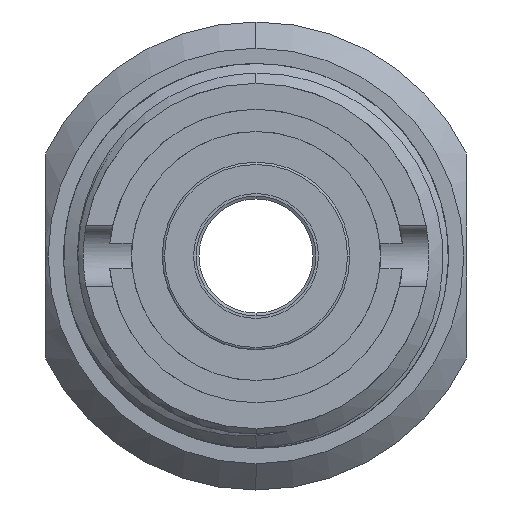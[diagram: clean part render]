
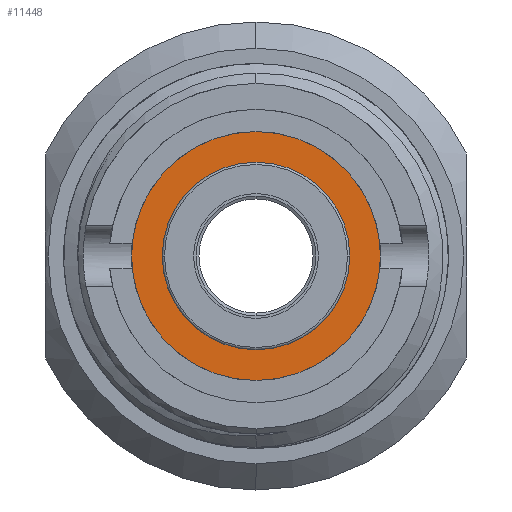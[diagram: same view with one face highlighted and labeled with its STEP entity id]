
A CAD part, front view. The second image highlights one B-rep face of the part: STEP entity #11448.
In plain terms, the highlighted planar face has unit normal (0, -1, 0).
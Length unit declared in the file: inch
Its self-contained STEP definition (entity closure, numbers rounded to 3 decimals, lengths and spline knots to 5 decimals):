
#63 = FACE_BOUND ( 'NONE', #3079, .T. ) ;
#88 = DIRECTION ( 'NONE',  ( 0., -1., 0. ) ) ;
#176 = CARTESIAN_POINT ( 'NONE',  ( -0.25046, 0.67, 0. ) ) ;
#334 = CARTESIAN_POINT ( 'NONE',  ( 0., 0.67, 0. ) ) ;
#973 = CARTESIAN_POINT ( 'NONE',  ( 0.28875, 0.67, 0. ) ) ;
#1186 = CARTESIAN_POINT ( 'NONE',  ( 0., 0.67, 0.3325 ) ) ;
#1315 = DIRECTION ( 'NONE',  ( 0., 1., 0. ) ) ;
#1701 = CIRCLE ( 'NONE', #1960, 0.25046 ) ;
#1902 = AXIS2_PLACEMENT_3D ( 'NONE', #6580, #1315, #5750 ) ;
#1939 = PLANE ( 'NONE',  #8747 ) ;
#1960 = AXIS2_PLACEMENT_3D ( 'NONE', #334, #3978, #6659 ) ;
#2649 = VERTEX_POINT ( 'NONE', #176 ) ;
#2658 = EDGE_LOOP ( 'NONE', ( #6749, #6913 ) ) ;
#2848 = ORIENTED_EDGE ( 'NONE', *, *, #4549, .F. ) ;
#2925 = EDGE_CURVE ( 'NONE', #3498, #11249, #3444, .T. ) ;
#3079 = EDGE_LOOP ( 'NONE', ( #2848, #5475 ) ) ;
#3230 = CIRCLE ( 'NONE', #5301, 0.25046 ) ;
#3444 = CIRCLE ( 'NONE', #1902, 0.3325 ) ;
#3498 = VERTEX_POINT ( 'NONE', #1186 ) ;
#3744 = CARTESIAN_POINT ( 'NONE',  ( 0., 0.67, 0. ) ) ;
#3978 = DIRECTION ( 'NONE',  ( 0., -1., 0. ) ) ;
#4549 = EDGE_CURVE ( 'NONE', #2649, #7072, #1701, .T. ) ;
#4575 = DIRECTION ( 'NONE',  ( 0., -1., 0. ) ) ;
#4712 = AXIS2_PLACEMENT_3D ( 'NONE', #3744, #7343, #8246 ) ;
#5301 = AXIS2_PLACEMENT_3D ( 'NONE', #6299, #4575, #9919 ) ;
#5475 = ORIENTED_EDGE ( 'NONE', *, *, #7557, .F. ) ;
#5750 = DIRECTION ( 'NONE',  ( 0., 0., -1. ) ) ;
#6299 = CARTESIAN_POINT ( 'NONE',  ( 0., 0.67, 0. ) ) ;
#6525 = DIRECTION ( 'NONE',  ( 0., 0., -1. ) ) ;
#6580 = CARTESIAN_POINT ( 'NONE',  ( 0., 0.67, 0. ) ) ;
#6636 = CIRCLE ( 'NONE', #4712, 0.3325 ) ;
#6659 = DIRECTION ( 'NONE',  ( 0., 0., -1. ) ) ;
#6748 = EDGE_CURVE ( 'NONE', #11249, #3498, #6636, .T. ) ;
#6749 = ORIENTED_EDGE ( 'NONE', *, *, #6748, .F. ) ;
#6913 = ORIENTED_EDGE ( 'NONE', *, *, #2925, .F. ) ;
#7072 = VERTEX_POINT ( 'NONE', #11477 ) ;
#7343 = DIRECTION ( 'NONE',  ( 0., 1., 0. ) ) ;
#7557 = EDGE_CURVE ( 'NONE', #7072, #2649, #3230, .T. ) ;
#8246 = DIRECTION ( 'NONE',  ( 0., 0., -1. ) ) ;
#8747 = AXIS2_PLACEMENT_3D ( 'NONE', #973, #88, #6525 ) ;
#9919 = DIRECTION ( 'NONE',  ( 0., 0., -1. ) ) ;
#11249 = VERTEX_POINT ( 'NONE', #11771 ) ;
#11448 = ADVANCED_FACE ( 'NONE', ( #63, #11722 ), #1939, .T. ) ;
#11477 = CARTESIAN_POINT ( 'NONE',  ( 0.25046, 0.67, 0. ) ) ;
#11722 = FACE_OUTER_BOUND ( 'NONE', #2658, .T. ) ;
#11771 = CARTESIAN_POINT ( 'NONE',  ( 0., 0.67, -0.3325 ) ) ;
